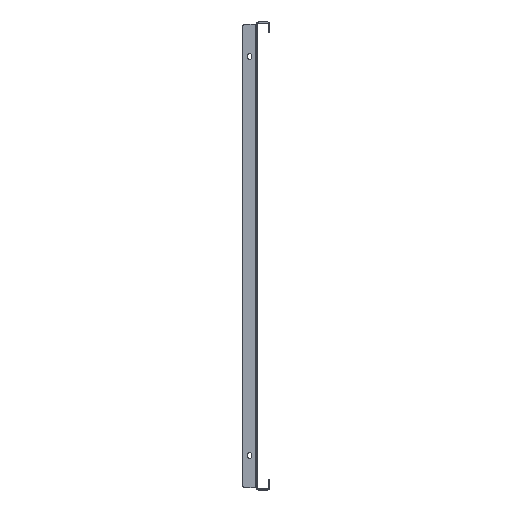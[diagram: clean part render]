
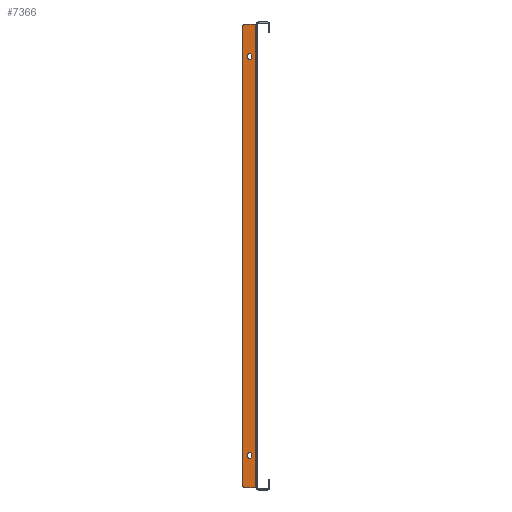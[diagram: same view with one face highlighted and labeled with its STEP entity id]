
A CAD part, left-side view. The second image highlights one B-rep face of the part: STEP entity #7366.
In plain terms, the highlighted planar face has unit normal (-1, 0, 0).
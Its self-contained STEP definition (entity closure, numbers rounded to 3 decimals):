
#97 = ORIENTED_EDGE ( 'NONE', *, *, #29370, .F. ) ;
#221 = CIRCLE ( 'NONE', #19300, 2.75 ) ;
#316 = VERTEX_POINT ( 'NONE', #35269 ) ;
#1393 = CARTESIAN_POINT ( 'NONE',  ( -446., 12.75, 298.75 ) ) ;
#1582 = ORIENTED_EDGE ( 'NONE', *, *, #18086, .F. ) ;
#1837 = CARTESIAN_POINT ( 'NONE',  ( -446., 10., 295.25 ) ) ;
#1895 = ORIENTED_EDGE ( 'NONE', *, *, #7373, .T. ) ;
#2762 = CIRCLE ( 'NONE', #31011, 5. ) ;
#2768 = DIRECTION ( 'NONE',  ( -1., 0., 0. ) ) ;
#2817 = VERTEX_POINT ( 'NONE', #17591 ) ;
#3134 = VECTOR ( 'NONE', #11766, 1000. ) ;
#3343 = CARTESIAN_POINT ( 'NONE',  ( -446., 12.75, 295.25 ) ) ;
#3410 = DIRECTION ( 'NONE',  ( -1., 0., 0. ) ) ;
#4350 = DIRECTION ( 'NONE',  ( 0., 0., 1. ) ) ;
#4507 = DIRECTION ( 'NONE',  ( 0., 0., 1. ) ) ;
#4919 = CARTESIAN_POINT ( 'NONE',  ( -446., 10., -298.75 ) ) ;
#5034 = CARTESIAN_POINT ( 'NONE',  ( -446., 21., -340.5 ) ) ;
#5230 = VERTEX_POINT ( 'NONE', #5034 ) ;
#5307 = VERTEX_POINT ( 'NONE', #40402 ) ;
#6717 = EDGE_CURVE ( 'NONE', #9179, #26565, #30288, .T. ) ;
#6812 = VECTOR ( 'NONE', #34850, 1000. ) ;
#7118 = CARTESIAN_POINT ( 'NONE',  ( -446., 0., 0. ) ) ;
#7265 = CARTESIAN_POINT ( 'NONE',  ( -446., 16., 345.5 ) ) ;
#7336 = CIRCLE ( 'NONE', #35593, 5. ) ;
#7366 = ADVANCED_FACE ( 'NONE', ( #22776, #25659, #10007 ), #35310, .T. ) ;
#7373 = EDGE_CURVE ( 'NONE', #9179, #5307, #7336, .T. ) ;
#8084 = ORIENTED_EDGE ( 'NONE', *, *, #32708, .F. ) ;
#8430 = LINE ( 'NONE', #39912, #16978 ) ;
#8612 = VERTEX_POINT ( 'NONE', #11714 ) ;
#8622 = CIRCLE ( 'NONE', #28330, 2.75 ) ;
#9179 = VERTEX_POINT ( 'NONE', #7265 ) ;
#9590 = CARTESIAN_POINT ( 'NONE',  ( -446., 1.5, -345.5 ) ) ;
#10007 = FACE_OUTER_BOUND ( 'NONE', #13240, .T. ) ;
#10085 = ORIENTED_EDGE ( 'NONE', *, *, #25277, .T. ) ;
#10113 = ORIENTED_EDGE ( 'NONE', *, *, #39326, .F. ) ;
#10423 = VERTEX_POINT ( 'NONE', #9590 ) ;
#10947 = EDGE_LOOP ( 'NONE', ( #37123, #10113, #20152, #97 ) ) ;
#11099 = DIRECTION ( 'NONE',  ( -1., 0., 0. ) ) ;
#11714 = CARTESIAN_POINT ( 'NONE',  ( -446., 12.75, -298.75 ) ) ;
#11766 = DIRECTION ( 'NONE',  ( 0., -1., 0. ) ) ;
#12581 = AXIS2_PLACEMENT_3D ( 'NONE', #7118, #19674, #32218 ) ;
#12626 = CARTESIAN_POINT ( 'NONE',  ( -446., 21., -345.5 ) ) ;
#13152 = ORIENTED_EDGE ( 'NONE', *, *, #6717, .F. ) ;
#13205 = EDGE_CURVE ( 'NONE', #2817, #27295, #8622, .T. ) ;
#13240 = EDGE_LOOP ( 'NONE', ( #13152, #1895, #20221, #10085, #1582, #38121 ) ) ;
#13251 = EDGE_CURVE ( 'NONE', #21632, #16140, #13901, .T. ) ;
#13901 = CIRCLE ( 'NONE', #23738, 2.75 ) ;
#15417 = ORIENTED_EDGE ( 'NONE', *, *, #13205, .F. ) ;
#15642 = VECTOR ( 'NONE', #33652, 1000. ) ;
#15978 = DIRECTION ( 'NONE',  ( 0., -1., 0. ) ) ;
#16140 = VERTEX_POINT ( 'NONE', #1393 ) ;
#16978 = VECTOR ( 'NONE', #37010, 1000. ) ;
#17389 = CARTESIAN_POINT ( 'NONE',  ( -446., 7.25, 298.75 ) ) ;
#17487 = AXIS2_PLACEMENT_3D ( 'NONE', #1837, #11099, #17697 ) ;
#17491 = CARTESIAN_POINT ( 'NONE',  ( -446., 21., 345.5 ) ) ;
#17591 = CARTESIAN_POINT ( 'NONE',  ( -446., 7.25, -295.25 ) ) ;
#17697 = DIRECTION ( 'NONE',  ( 0., -1., 0. ) ) ;
#17814 = DIRECTION ( 'NONE',  ( 0., -1., 0. ) ) ;
#18086 = EDGE_CURVE ( 'NONE', #10423, #316, #40619, .T. ) ;
#18817 = DIRECTION ( 'NONE',  ( 0., 1., 0. ) ) ;
#19121 = LINE ( 'NONE', #40335, #33492 ) ;
#19300 = AXIS2_PLACEMENT_3D ( 'NONE', #4919, #36390, #20966 ) ;
#19333 = EDGE_CURVE ( 'NONE', #8612, #40390, #221, .T. ) ;
#19384 = LINE ( 'NONE', #38909, #24850 ) ;
#19674 = DIRECTION ( 'NONE',  ( -1., 0., 0. ) ) ;
#20152 = ORIENTED_EDGE ( 'NONE', *, *, #13251, .F. ) ;
#20221 = ORIENTED_EDGE ( 'NONE', *, *, #31146, .F. ) ;
#20966 = DIRECTION ( 'NONE',  ( 0., 1., 0. ) ) ;
#21310 = DIRECTION ( 'NONE',  ( 0., -1., 0. ) ) ;
#21540 = ORIENTED_EDGE ( 'NONE', *, *, #19333, .F. ) ;
#21632 = VERTEX_POINT ( 'NONE', #17389 ) ;
#22188 = EDGE_CURVE ( 'NONE', #10423, #26565, #39743, .T. ) ;
#22746 = CIRCLE ( 'NONE', #17487, 2.75 ) ;
#22776 = FACE_BOUND ( 'NONE', #10947, .T. ) ;
#23738 = AXIS2_PLACEMENT_3D ( 'NONE', #36929, #2768, #21310 ) ;
#23983 = DIRECTION ( 'NONE',  ( -1., 0., 0. ) ) ;
#24418 = LINE ( 'NONE', #3343, #15642 ) ;
#24447 = CARTESIAN_POINT ( 'NONE',  ( -446., 7.25, -298.75 ) ) ;
#24850 = VECTOR ( 'NONE', #4350, 1000. ) ;
#24965 = VECTOR ( 'NONE', #4507, 1000. ) ;
#25277 = EDGE_CURVE ( 'NONE', #5230, #316, #2762, .T. ) ;
#25659 = FACE_BOUND ( 'NONE', #28915, .T. ) ;
#26127 = CARTESIAN_POINT ( 'NONE',  ( -446., 1.5, 345.5 ) ) ;
#26565 = VERTEX_POINT ( 'NONE', #26127 ) ;
#27295 = VERTEX_POINT ( 'NONE', #34302 ) ;
#28279 = DIRECTION ( 'NONE',  ( -1., 0., 0. ) ) ;
#28330 = AXIS2_PLACEMENT_3D ( 'NONE', #34231, #28279, #18817 ) ;
#28915 = EDGE_LOOP ( 'NONE', ( #15417, #33509, #21540, #8084 ) ) ;
#29370 = EDGE_CURVE ( 'NONE', #39560, #21632, #19384, .T. ) ;
#30140 = CARTESIAN_POINT ( 'NONE',  ( -446., 16., -340.5 ) ) ;
#30288 = LINE ( 'NONE', #30486, #3134 ) ;
#30486 = CARTESIAN_POINT ( 'NONE',  ( -446., 0., 345.5 ) ) ;
#31011 = AXIS2_PLACEMENT_3D ( 'NONE', #30140, #23983, #17814 ) ;
#31146 = EDGE_CURVE ( 'NONE', #5230, #5307, #39683, .T. ) ;
#31604 = CARTESIAN_POINT ( 'NONE',  ( -446., 16., 340.5 ) ) ;
#32218 = DIRECTION ( 'NONE',  ( 0., -1., 0. ) ) ;
#32708 = EDGE_CURVE ( 'NONE', #27295, #8612, #19121, .T. ) ;
#33492 = VECTOR ( 'NONE', #38052, 1000. ) ;
#33509 = ORIENTED_EDGE ( 'NONE', *, *, #39071, .F. ) ;
#33652 = DIRECTION ( 'NONE',  ( 0., 0., -1. ) ) ;
#34231 = CARTESIAN_POINT ( 'NONE',  ( -446., 10., -295.25 ) ) ;
#34302 = CARTESIAN_POINT ( 'NONE',  ( -446., 12.75, -295.25 ) ) ;
#34850 = DIRECTION ( 'NONE',  ( 0., 1., 0. ) ) ;
#35269 = CARTESIAN_POINT ( 'NONE',  ( -446., 16., -345.5 ) ) ;
#35310 = PLANE ( 'NONE',  #12581 ) ;
#35593 = AXIS2_PLACEMENT_3D ( 'NONE', #31604, #3410, #15978 ) ;
#35967 = EDGE_CURVE ( 'NONE', #40355, #39560, #22746, .T. ) ;
#36390 = DIRECTION ( 'NONE',  ( -1., 0., 0. ) ) ;
#36856 = CARTESIAN_POINT ( 'NONE',  ( -446., 1.5, 0. ) ) ;
#36929 = CARTESIAN_POINT ( 'NONE',  ( -446., 10., 298.75 ) ) ;
#37010 = DIRECTION ( 'NONE',  ( 0., 0., 1. ) ) ;
#37123 = ORIENTED_EDGE ( 'NONE', *, *, #35967, .F. ) ;
#37367 = CARTESIAN_POINT ( 'NONE',  ( -446., 12.75, 295.25 ) ) ;
#37867 = VECTOR ( 'NONE', #40150, 1000. ) ;
#38052 = DIRECTION ( 'NONE',  ( 0., 0., -1. ) ) ;
#38121 = ORIENTED_EDGE ( 'NONE', *, *, #22188, .T. ) ;
#38909 = CARTESIAN_POINT ( 'NONE',  ( -446., 7.25, 295.25 ) ) ;
#39071 = EDGE_CURVE ( 'NONE', #40390, #2817, #8430, .T. ) ;
#39326 = EDGE_CURVE ( 'NONE', #16140, #40355, #24418, .T. ) ;
#39560 = VERTEX_POINT ( 'NONE', #40374 ) ;
#39683 = LINE ( 'NONE', #17491, #24965 ) ;
#39743 = LINE ( 'NONE', #36856, #37867 ) ;
#39912 = CARTESIAN_POINT ( 'NONE',  ( -446., 7.25, -295.25 ) ) ;
#40150 = DIRECTION ( 'NONE',  ( 0., 0., 1. ) ) ;
#40335 = CARTESIAN_POINT ( 'NONE',  ( -446., 12.75, -295.25 ) ) ;
#40355 = VERTEX_POINT ( 'NONE', #37367 ) ;
#40374 = CARTESIAN_POINT ( 'NONE',  ( -446., 7.25, 295.25 ) ) ;
#40390 = VERTEX_POINT ( 'NONE', #24447 ) ;
#40402 = CARTESIAN_POINT ( 'NONE',  ( -446., 21., 340.5 ) ) ;
#40619 = LINE ( 'NONE', #12626, #6812 ) ;
